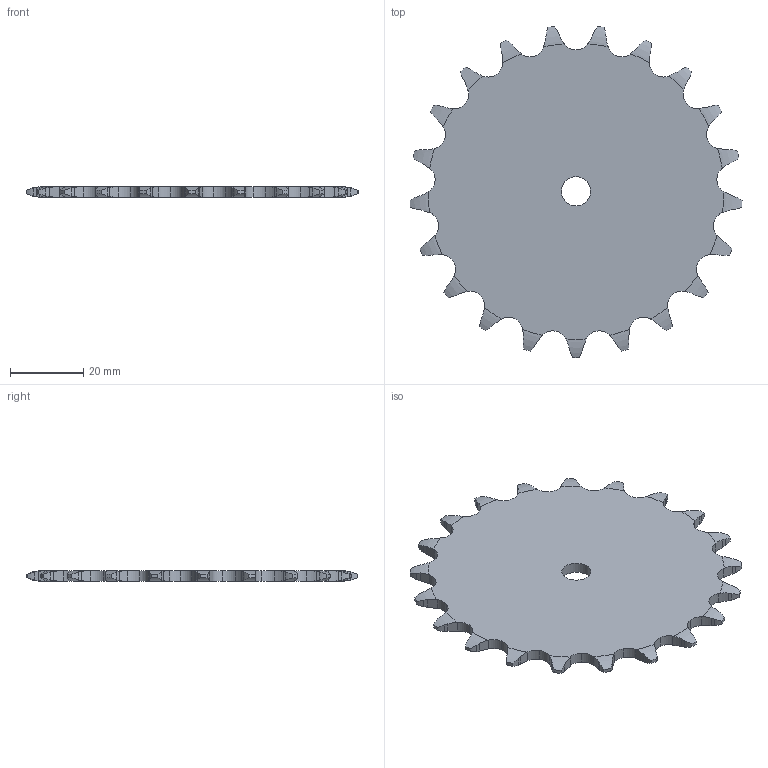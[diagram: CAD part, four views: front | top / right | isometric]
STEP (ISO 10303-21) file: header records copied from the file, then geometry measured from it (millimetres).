
FILE_DESCRIPTION(('FreeCAD Model'),'2;1');
FILE_NAME('Open CASCADE Shape Model','2022-02-12T10:59:42',('FreeCAD'),( 'FreeCAD'),'Open CASCADE STEP processor 7.4','FreeCAD','Unknown');
FILE_SCHEMA(('AUTOMOTIVE_DESIGN { 1 0 10303 214 1 1 1 1 }'));
Length unit declared in the file: millimetre
Products named in the file (1): Open CASCADE STEP translator 7.4 14
Bounding box: 90.86 x 90.62 x 3 mm (x, y, z)
Volume: 15777.4 mm3; surface area: 11796.6 mm2
Topology: 1 solids, 1 shells, 234 faces, 696 edges, 464 vertices
Faces by surface type: cylinder 148, plane 44, torus 42
Full cylindrical faces by diameter (mm): 8 x1
Entity records: 20892 total; most frequent: CARTESIAN_POINT 8751, DIRECTION 1844, ORIENTED_EDGE 1392, PCURVE 1392, DEFINITIONAL_REPRESENTATION 1392, LINE 946, VECTOR 946, B_SPLINE_CURVE_WITH_KNOTS 756
